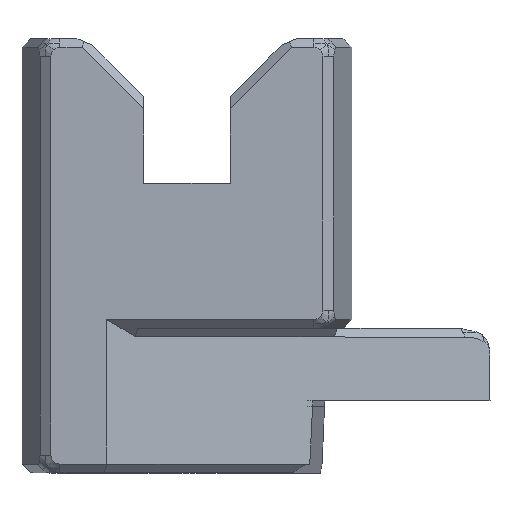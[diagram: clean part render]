
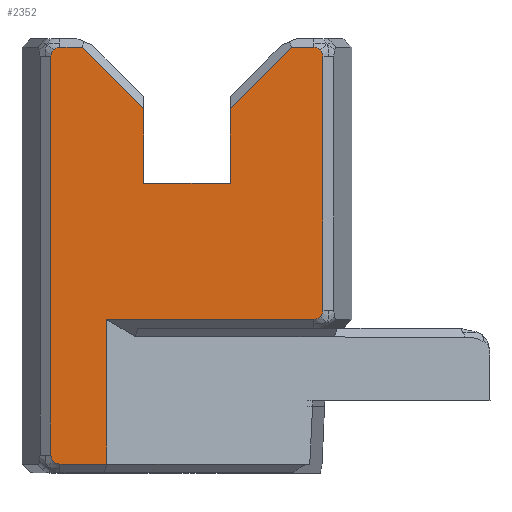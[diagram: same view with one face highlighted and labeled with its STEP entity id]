
A CAD part, top view. The second image highlights one B-rep face of the part: STEP entity #2352.
In plain terms, the highlighted planar face has unit normal (0, 0, 1).
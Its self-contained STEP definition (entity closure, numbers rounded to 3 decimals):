
#47=PLANE('',#2498);
#171=FACE_OUTER_BOUND('',#303,.T.);
#303=EDGE_LOOP('',(#1851,#1852,#1853,#1854,#1855,#1856,#1857,#1858,#1859,
#1860,#1861,#1862,#1863,#1864,#1865,#1866,#1867,#1868,#1869,#1870));
#440=LINE('',#5931,#660);
#451=LINE('',#5953,#671);
#477=LINE('',#6004,#697);
#484=LINE('',#6015,#704);
#485=LINE('',#6017,#705);
#486=LINE('',#6019,#706);
#487=LINE('',#6022,#707);
#488=LINE('',#6024,#708);
#489=LINE('',#6026,#709);
#490=LINE('',#6027,#710);
#491=LINE('',#6030,#711);
#492=LINE('',#6031,#712);
#660=VECTOR('',#2758,10.);
#671=VECTOR('',#2775,10.);
#697=VECTOR('',#2815,10.);
#704=VECTOR('',#2826,10.);
#705=VECTOR('',#2829,10.);
#706=VECTOR('',#2832,10.);
#707=VECTOR('',#2835,10.);
#708=VECTOR('',#2836,10.);
#709=VECTOR('',#2837,10.);
#710=VECTOR('',#2838,10.);
#711=VECTOR('',#2841,10.);
#712=VECTOR('',#2842,10.);
#820=CIRCLE('',#2444,0.624);
#821=CIRCLE('',#2445,0.624);
#829=CIRCLE('',#2453,0.624);
#834=CIRCLE('',#2458,0.624);
#835=CIRCLE('',#2459,0.624);
#836=CIRCLE('',#2460,0.624);
#852=CIRCLE('',#2499,0.624);
#853=CIRCLE('',#2500,0.624);
#973=VERTEX_POINT('',#3819);
#974=VERTEX_POINT('',#3826);
#976=VERTEX_POINT('',#3872);
#993=VERTEX_POINT('',#4241);
#994=VERTEX_POINT('',#4248);
#1005=VERTEX_POINT('',#4479);
#1006=VERTEX_POINT('',#4486);
#1009=VERTEX_POINT('',#4533);
#1010=VERTEX_POINT('',#4540);
#1012=VERTEX_POINT('',#4586);
#1085=VERTEX_POINT('',#5928);
#1086=VERTEX_POINT('',#5930);
#1094=VERTEX_POINT('',#5952);
#1111=VERTEX_POINT('',#6001);
#1112=VERTEX_POINT('',#6003);
#1114=VERTEX_POINT('',#6013);
#1115=VERTEX_POINT('',#6020);
#1116=VERTEX_POINT('',#6023);
#1117=VERTEX_POINT('',#6025);
#1118=VERTEX_POINT('',#6028);
#1210=EDGE_CURVE('',#973,#974,#820,.T.);
#1214=EDGE_CURVE('',#976,#973,#821,.T.);
#1238=EDGE_CURVE('',#993,#994,#829,.T.);
#1254=EDGE_CURVE('',#1005,#1006,#834,.T.);
#1258=EDGE_CURVE('',#1009,#1010,#835,.T.);
#1262=EDGE_CURVE('',#1012,#1009,#836,.T.);
#1357=EDGE_CURVE('',#1085,#1086,#440,.T.);
#1368=EDGE_CURVE('',#1094,#1086,#451,.T.);
#1394=EDGE_CURVE('',#1112,#1111,#477,.T.);
#1401=EDGE_CURVE('',#1114,#1012,#484,.T.);
#1402=EDGE_CURVE('',#1112,#1114,#485,.T.);
#1403=EDGE_CURVE('',#994,#1085,#486,.T.);
#1404=EDGE_CURVE('',#1115,#993,#852,.T.);
#1405=EDGE_CURVE('',#974,#1115,#487,.T.);
#1406=EDGE_CURVE('',#1116,#976,#488,.T.);
#1407=EDGE_CURVE('',#1117,#1116,#489,.T.);
#1408=EDGE_CURVE('',#1006,#1117,#490,.T.);
#1409=EDGE_CURVE('',#1118,#1005,#853,.T.);
#1410=EDGE_CURVE('',#1010,#1118,#491,.T.);
#1411=EDGE_CURVE('',#1111,#1094,#492,.T.);
#1851=ORIENTED_EDGE('',*,*,#1357,.F.);
#1852=ORIENTED_EDGE('',*,*,#1403,.F.);
#1853=ORIENTED_EDGE('',*,*,#1238,.F.);
#1854=ORIENTED_EDGE('',*,*,#1404,.F.);
#1855=ORIENTED_EDGE('',*,*,#1405,.F.);
#1856=ORIENTED_EDGE('',*,*,#1210,.F.);
#1857=ORIENTED_EDGE('',*,*,#1214,.F.);
#1858=ORIENTED_EDGE('',*,*,#1406,.F.);
#1859=ORIENTED_EDGE('',*,*,#1407,.F.);
#1860=ORIENTED_EDGE('',*,*,#1408,.F.);
#1861=ORIENTED_EDGE('',*,*,#1254,.F.);
#1862=ORIENTED_EDGE('',*,*,#1409,.F.);
#1863=ORIENTED_EDGE('',*,*,#1410,.F.);
#1864=ORIENTED_EDGE('',*,*,#1258,.F.);
#1865=ORIENTED_EDGE('',*,*,#1262,.F.);
#1866=ORIENTED_EDGE('',*,*,#1401,.F.);
#1867=ORIENTED_EDGE('',*,*,#1402,.F.);
#1868=ORIENTED_EDGE('',*,*,#1394,.T.);
#1869=ORIENTED_EDGE('',*,*,#1411,.T.);
#1870=ORIENTED_EDGE('',*,*,#1368,.T.);
#2352=ADVANCED_FACE('',(#171),#47,.T.);
#2444=AXIS2_PLACEMENT_3D('',#3827,#2615,#2616);
#2445=AXIS2_PLACEMENT_3D('',#3874,#2619,#2620);
#2453=AXIS2_PLACEMENT_3D('',#4249,#2642,#2643);
#2458=AXIS2_PLACEMENT_3D('',#4487,#2657,#2658);
#2459=AXIS2_PLACEMENT_3D('',#4541,#2660,#2661);
#2460=AXIS2_PLACEMENT_3D('',#4588,#2664,#2665);
#2498=AXIS2_PLACEMENT_3D('',#6018,#2830,#2831);
#2499=AXIS2_PLACEMENT_3D('',#6021,#2833,#2834);
#2500=AXIS2_PLACEMENT_3D('',#6029,#2839,#2840);
#2615=DIRECTION('center_axis',(0.,0.,
-1.));
#2616=DIRECTION('ref_axis',(-0.707,-0.707,0.));
#2619=DIRECTION('center_axis',(0.,0.,
-1.));
#2620=DIRECTION('ref_axis',(-0.707,-0.707,0.));
#2642=DIRECTION('center_axis',(0.,0.,
-1.));
#2643=DIRECTION('ref_axis',(-0.707,0.707,0.));
#2657=DIRECTION('center_axis',(0.,0.,
-1.));
#2658=DIRECTION('ref_axis',(0.707,-0.707,0.));
#2660=DIRECTION('center_axis',(0.,0.,
-1.));
#2661=DIRECTION('ref_axis',(0.707,0.707,0.));
#2664=DIRECTION('center_axis',(0.,0.,
-1.));
#2665=DIRECTION('ref_axis',(0.707,0.707,0.));
#2758=DIRECTION('',(0.707,-0.707,0.));
#2775=DIRECTION('',(0.,1.,0.));
#2815=DIRECTION('',(0.,-1.,0.));
#2826=DIRECTION('',(1.,0.,0.));
#2829=DIRECTION('',(0.707,0.707,0.));
#2830=DIRECTION('center_axis',(0.,0.,
1.));
#2831=DIRECTION('ref_axis',(-1.,0.,0.));
#2832=DIRECTION('',(1.,0.,0.));
#2833=DIRECTION('center_axis',(0.,0.,
-1.));
#2834=DIRECTION('ref_axis',(-0.707,0.707,0.));
#2835=DIRECTION('',(0.,1.,0.));
#2836=DIRECTION('',(-1.,0.,0.));
#2837=DIRECTION('',(0.,-1.,0.));
#2838=DIRECTION('',(-1.,0.,0.));
#2839=DIRECTION('center_axis',(0.,0.,
-1.));
#2840=DIRECTION('ref_axis',(0.707,-0.707,0.));
#2841=DIRECTION('',(0.,-1.,0.));
#2842=DIRECTION('',(-1.,0.,0.));
#3819=CARTESIAN_POINT('',(-48.404,18.383,95.135));
#3826=CARTESIAN_POINT('',(-48.587,18.824,95.135));
#3827=CARTESIAN_POINT('Origin',(-47.962,18.824,95.135));
#3872=CARTESIAN_POINT('',(-47.962,18.2,95.135));
#3874=CARTESIAN_POINT('Origin',(-47.962,18.824,95.135));
#4241=CARTESIAN_POINT('',(-48.404,46.817,95.135));
#4248=CARTESIAN_POINT('',(-47.962,47.,95.135));
#4249=CARTESIAN_POINT('Origin',(-47.962,46.376,95.135));
#4479=CARTESIAN_POINT('',(-29.97,28.383,95.135));
#4486=CARTESIAN_POINT('',(-30.411,28.2,95.135));
#4487=CARTESIAN_POINT('Origin',(-30.411,28.824,95.135));
#4533=CARTESIAN_POINT('',(-29.97,46.817,95.135));
#4540=CARTESIAN_POINT('',(-29.787,46.376,95.135));
#4541=CARTESIAN_POINT('Origin',(-30.411,46.376,95.135));
#4586=CARTESIAN_POINT('',(-30.411,47.,95.135));
#4588=CARTESIAN_POINT('Origin',(-30.411,46.376,95.135));
#5928=CARTESIAN_POINT('',(-46.435,47.,95.135));
#5930=CARTESIAN_POINT('',(-42.187,42.751,95.135));
#5931=CARTESIAN_POINT('',(-38.997,39.561,95.135));
#5952=CARTESIAN_POINT('',(-42.187,37.6,95.135));
#5953=CARTESIAN_POINT('',(-42.187,30.1,95.135));
#6001=CARTESIAN_POINT('',(-36.187,37.6,95.135));
#6003=CARTESIAN_POINT('',(-36.187,42.751,95.135));
#6004=CARTESIAN_POINT('',(-36.187,37.6,95.135));
#6013=CARTESIAN_POINT('',(-31.938,47.,95.135));
#6015=CARTESIAN_POINT('',(-41.958,47.,95.135));
#6017=CARTESIAN_POINT('',(-42.148,36.79,95.135));
#6018=CARTESIAN_POINT('Origin',(-44.73,22.6,95.135));
#6019=CARTESIAN_POINT('',(-41.958,47.,95.135));
#6020=CARTESIAN_POINT('',(-48.587,46.376,95.135));
#6021=CARTESIAN_POINT('Origin',(-47.962,46.376,95.135));
#6022=CARTESIAN_POINT('',(-48.587,22.6,95.135));
#6023=CARTESIAN_POINT('',(-44.73,18.2,95.135));
#6024=CARTESIAN_POINT('',(-42.432,18.2,95.135));
#6025=CARTESIAN_POINT('',(-44.73,28.2,95.135));
#6026=CARTESIAN_POINT('',(-44.73,22.6,95.135));
#6027=CARTESIAN_POINT('',(-41.958,28.2,95.135));
#6028=CARTESIAN_POINT('',(-29.787,28.824,95.135));
#6029=CARTESIAN_POINT('Origin',(-30.411,28.824,95.135));
#6030=CARTESIAN_POINT('',(-29.787,25.1,95.135));
#6031=CARTESIAN_POINT('',(-40.458,37.6,95.135));
